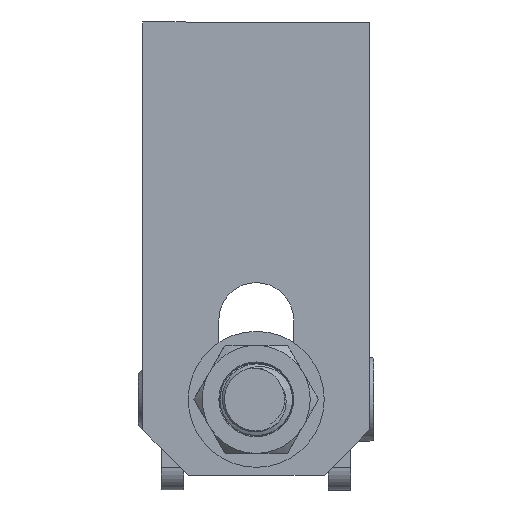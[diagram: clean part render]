
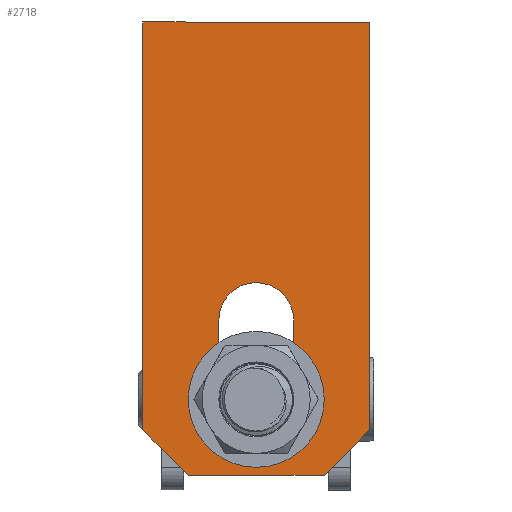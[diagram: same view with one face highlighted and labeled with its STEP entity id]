
A CAD part, left-side view. The second image highlights one B-rep face of the part: STEP entity #2718.
In plain terms, the highlighted face is planar.
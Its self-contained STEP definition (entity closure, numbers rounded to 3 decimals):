
#262=FACE_BOUND('',#918,.T.);
#441=LINE('',#12097,#581);
#445=LINE('',#12109,#585);
#447=LINE('',#12117,#587);
#451=LINE('',#12125,#591);
#454=LINE('',#12131,#594);
#455=LINE('',#12133,#595);
#456=LINE('',#12135,#596);
#457=LINE('',#12136,#597);
#581=VECTOR('',#3628,10.);
#585=VECTOR('',#3640,10.);
#587=VECTOR('',#3650,10.);
#591=VECTOR('',#3656,10.);
#594=VECTOR('',#3661,10.);
#595=VECTOR('',#3662,10.);
#596=VECTOR('',#3663,10.);
#597=VECTOR('',#3664,10.);
#753=FACE_OUTER_BOUND('',#917,.T.);
#917=EDGE_LOOP('',(#2286,#2287,#2288,#2289,#2290,#2291));
#918=EDGE_LOOP('',(#2292,#2293,#2294,#2295));
#1051=CIRCLE('',#3118,8.25);
#1053=CIRCLE('',#3122,8.25);
#1269=VERTEX_POINT('',#12094);
#1270=VERTEX_POINT('',#12096);
#1272=VERTEX_POINT('',#12102);
#1274=VERTEX_POINT('',#12108);
#1275=VERTEX_POINT('',#12115);
#1276=VERTEX_POINT('',#12116);
#1279=VERTEX_POINT('',#12124);
#1281=VERTEX_POINT('',#12130);
#1282=VERTEX_POINT('',#12132);
#1283=VERTEX_POINT('',#12134);
#1616=EDGE_CURVE('',#1270,#1269,#441,.T.);
#1619=EDGE_CURVE('',#1272,#1270,#1051,.T.);
#1622=EDGE_CURVE('',#1274,#1272,#445,.T.);
#1625=EDGE_CURVE('',#1269,#1274,#1053,.T.);
#1626=EDGE_CURVE('',#1275,#1276,#447,.T.);
#1630=EDGE_CURVE('',#1276,#1279,#451,.T.);
#1633=EDGE_CURVE('',#1281,#1275,#454,.T.);
#1634=EDGE_CURVE('',#1282,#1281,#455,.T.);
#1635=EDGE_CURVE('',#1283,#1282,#456,.T.);
#1636=EDGE_CURVE('',#1279,#1283,#457,.T.);
#2286=ORIENTED_EDGE('',*,*,#1626,.F.);
#2287=ORIENTED_EDGE('',*,*,#1633,.F.);
#2288=ORIENTED_EDGE('',*,*,#1634,.F.);
#2289=ORIENTED_EDGE('',*,*,#1635,.F.);
#2290=ORIENTED_EDGE('',*,*,#1636,.F.);
#2291=ORIENTED_EDGE('',*,*,#1630,.F.);
#2292=ORIENTED_EDGE('',*,*,#1622,.T.);
#2293=ORIENTED_EDGE('',*,*,#1619,.T.);
#2294=ORIENTED_EDGE('',*,*,#1616,.T.);
#2295=ORIENTED_EDGE('',*,*,#1625,.T.);
#2601=PLANE('',#3125);
#2718=ADVANCED_FACE('',(#753,#262),#2601,.T.);
#3118=AXIS2_PLACEMENT_3D('',#12103,#3634,#3635);
#3122=AXIS2_PLACEMENT_3D('',#12113,#3646,#3647);
#3125=AXIS2_PLACEMENT_3D('',#12129,#3659,#3660);
#3628=DIRECTION('',(0.,1.,0.));
#3634=DIRECTION('center_axis',(0.,0.,-1.));
#3635=DIRECTION('ref_axis',(-1.,0.,0.));
#3640=DIRECTION('',(0.,-1.,0.));
#3646=DIRECTION('center_axis',(0.,0.,-1.));
#3647=DIRECTION('ref_axis',(1.,0.,0.));
#3650=DIRECTION('',(-0.707,-0.707,0.));
#3656=DIRECTION('',(-1.,0.,0.));
#3659=DIRECTION('center_axis',(0.,0.,1.));
#3660=DIRECTION('ref_axis',(1.,0.,0.));
#3661=DIRECTION('',(0.,-1.,0.));
#3662=DIRECTION('',(1.,0.,0.));
#3663=DIRECTION('',(0.,1.,0.));
#3664=DIRECTION('',(-0.707,0.707,0.));
#12094=CARTESIAN_POINT('',(16.75,34.25,8.));
#12096=CARTESIAN_POINT('',(16.75,16.75,8.));
#12097=CARTESIAN_POINT('',(16.75,33.375,8.));
#12102=CARTESIAN_POINT('',(33.25,16.75,8.));
#12103=CARTESIAN_POINT('Origin',(25.,16.75,8.));
#12108=CARTESIAN_POINT('',(33.25,34.25,8.));
#12109=CARTESIAN_POINT('',(33.25,33.375,8.));
#12113=CARTESIAN_POINT('Origin',(25.,34.25,8.));
#12115=CARTESIAN_POINT('',(50.,10.,8.));
#12116=CARTESIAN_POINT('',(40.,0.,8.));
#12117=CARTESIAN_POINT('',(51.25,11.25,8.));
#12124=CARTESIAN_POINT('',(10.,0.,8.));
#12125=CARTESIAN_POINT('',(0.,0.,8.));
#12129=CARTESIAN_POINT('Origin',(25.,50.,8.));
#12130=CARTESIAN_POINT('',(50.,100.,8.));
#12131=CARTESIAN_POINT('',(50.,0.,8.));
#12132=CARTESIAN_POINT('',(0.,100.,8.));
#12133=CARTESIAN_POINT('',(50.,100.,8.));
#12134=CARTESIAN_POINT('',(0.,10.,8.));
#12135=CARTESIAN_POINT('',(0.,100.,8.));
#12136=CARTESIAN_POINT('',(-1.25,11.25,8.));
